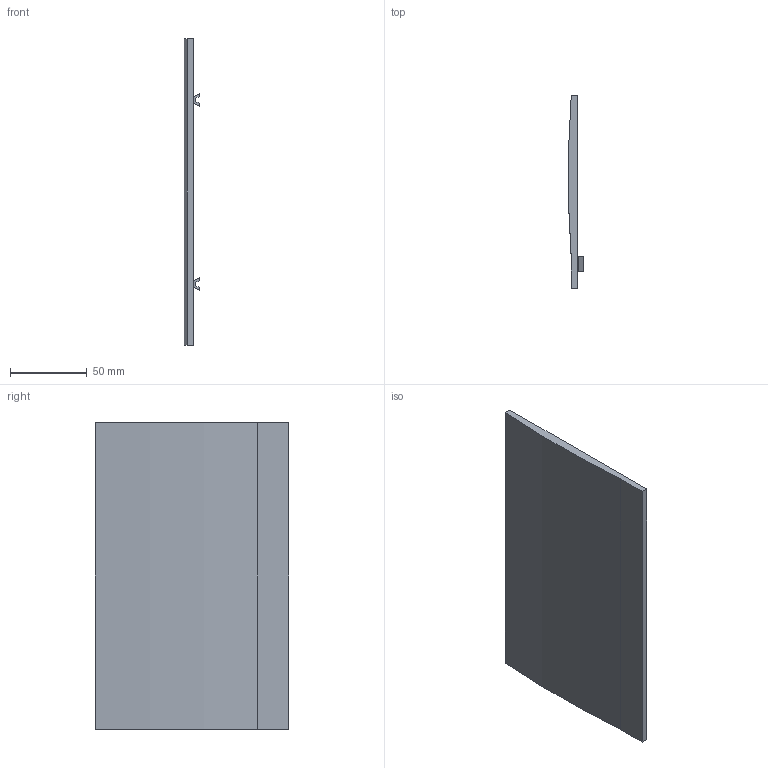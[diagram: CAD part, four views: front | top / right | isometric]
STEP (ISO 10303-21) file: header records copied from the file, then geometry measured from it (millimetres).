
FILE_DESCRIPTION(/* description */ ('STEP AP214'),/* implementation_level */ '2;1');
FILE_NAME(/* name */ '01425',/* time_stamp */ '2023-10-02T09:10:40+02:00',/* author */ ('License CC BY-ND 4.0'),/* organization */ ('CADENAS'),/* preprocessor_version */ 'ST-DEVELOPER v19.3',/* originating_system */ 'PARTsolutions',/* authorisation */ ' ');
FILE_SCHEMA (('AUTOMOTIVE_DESIGN {1 0 10303 214 3 1 1}'));
Length unit declared in the file: millimetre
Products named in the file (1): 01425
Bounding box: 9.78 x 126 x 200 mm (x, y, z)
Volume: 129412.2 mm3; surface area: 53701.4 mm2
Topology: 1 solids, 1 shells, 29 faces, 75 edges, 50 vertices
Faces by surface type: plane 28, cylinder 1
Entity records: 901 total; most frequent: CARTESIAN_POINT 155, ORIENTED_EDGE 150, DIRECTION 137, EDGE_CURVE 75, LINE 73, VECTOR 73, VERTEX_POINT 50, AXIS2_PLACEMENT_3D 32
